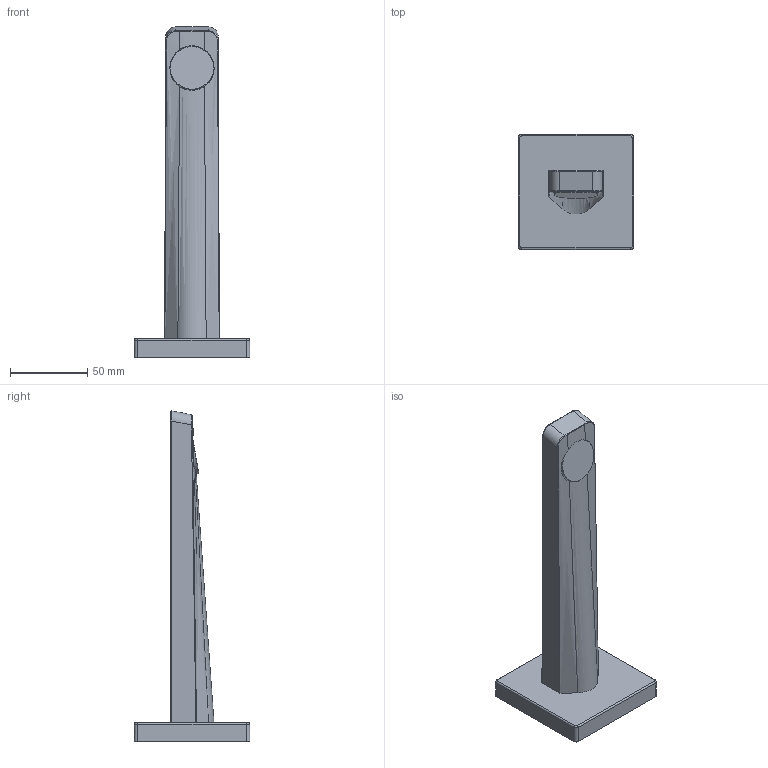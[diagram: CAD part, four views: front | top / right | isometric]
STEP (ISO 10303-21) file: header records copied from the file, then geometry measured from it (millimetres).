
FILE_DESCRIPTION (( 'STEP AP203' ), '1' );
FILE_NAME ('57240000(2021).STEP', '2020-10-28T06:54:21', ( '' ), ( '' ), 'SwSTEP 2.0', 'SolidWorks 2016', '' );
FILE_SCHEMA (( 'CONFIG_CONTROL_DESIGN' ));
Length unit declared in the file: millimetre
Products named in the file (1): 57240000(2021)
Bounding box: 75 x 75 x 213.89 mm (x, y, z)
Volume: 197560 mm3; surface area: 35061 mm2
Topology: 1 solids, 1 shells, 49 faces, 114 edges, 70 vertices
Faces by surface type: bspline 18, cylinder 17, plane 12, torus 2
Entity records: 2453 total; most frequent: CARTESIAN_POINT 1406, ORIENTED_EDGE 228, DIRECTION 159, EDGE_CURVE 114, VERTEX_POINT 70, AXIS2_PLACEMENT_3D 57, EDGE_LOOP 52, FACE_OUTER_BOUND 49
